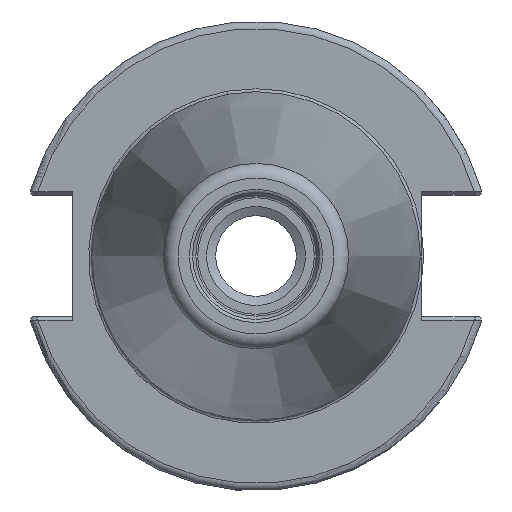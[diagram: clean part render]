
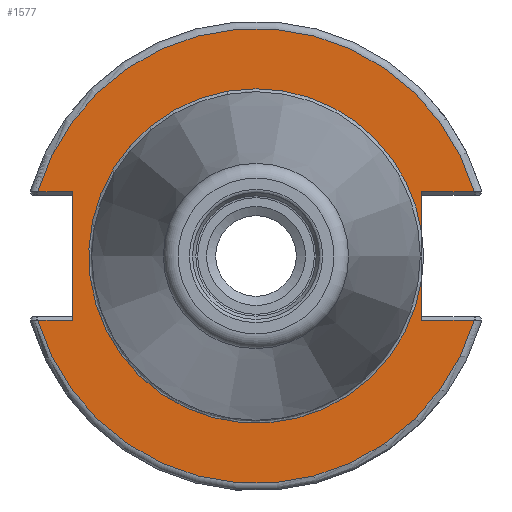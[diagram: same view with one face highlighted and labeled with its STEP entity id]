
A CAD part, left-side view. The second image highlights one B-rep face of the part: STEP entity #1577.
In plain terms, the highlighted planar face has unit normal (-1, 0, 0).
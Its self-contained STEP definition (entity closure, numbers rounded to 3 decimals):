
#68=PLANE('',#1714);
#170=FACE_OUTER_BOUND('',#263,.T.);
#263=EDGE_LOOP('',(#1135,#1136,#1137,#1138,#1139,#1140,#1141,#1142,#1143,
#1144,#1145));
#348=LINE('',#2364,#450);
#355=LINE('',#2486,#457);
#356=LINE('',#2490,#458);
#357=LINE('',#2492,#459);
#358=LINE('',#2494,#460);
#359=LINE('',#2498,#461);
#360=LINE('',#2500,#462);
#450=VECTOR('',#1931,10.);
#457=VECTOR('',#1942,10.);
#458=VECTOR('',#1945,10.);
#459=VECTOR('',#1946,10.);
#460=VECTOR('',#1947,10.);
#461=VECTOR('',#1950,10.);
#462=VECTOR('',#1951,10.);
#572=CIRCLE('',#1715,30.775);
#573=CIRCLE('',#1716,30.775);
#574=CIRCLE('',#1717,22.625);
#575=CIRCLE('',#1718,22.625);
#662=VERTEX_POINT('',#2361);
#663=VERTEX_POINT('',#2363);
#671=VERTEX_POINT('',#2485);
#672=VERTEX_POINT('',#2487);
#673=VERTEX_POINT('',#2489);
#674=VERTEX_POINT('',#2491);
#675=VERTEX_POINT('',#2493);
#676=VERTEX_POINT('',#2495);
#677=VERTEX_POINT('',#2497);
#678=VERTEX_POINT('',#2499);
#679=VERTEX_POINT('',#2501);
#837=EDGE_CURVE('',#662,#663,#348,.T.);
#849=EDGE_CURVE('',#671,#663,#355,.T.);
#850=EDGE_CURVE('',#672,#662,#572,.T.);
#851=EDGE_CURVE('',#673,#672,#356,.T.);
#852=EDGE_CURVE('',#673,#674,#357,.T.);
#853=EDGE_CURVE('',#675,#674,#358,.T.);
#854=EDGE_CURVE('',#676,#675,#573,.T.);
#855=EDGE_CURVE('',#677,#676,#359,.T.);
#856=EDGE_CURVE('',#677,#678,#360,.T.);
#857=EDGE_CURVE('',#678,#679,#574,.T.);
#858=EDGE_CURVE('',#679,#671,#575,.T.);
#1135=ORIENTED_EDGE('',*,*,#849,.T.);
#1136=ORIENTED_EDGE('',*,*,#837,.F.);
#1137=ORIENTED_EDGE('',*,*,#850,.F.);
#1138=ORIENTED_EDGE('',*,*,#851,.F.);
#1139=ORIENTED_EDGE('',*,*,#852,.T.);
#1140=ORIENTED_EDGE('',*,*,#853,.F.);
#1141=ORIENTED_EDGE('',*,*,#854,.F.);
#1142=ORIENTED_EDGE('',*,*,#855,.F.);
#1143=ORIENTED_EDGE('',*,*,#856,.T.);
#1144=ORIENTED_EDGE('',*,*,#857,.T.);
#1145=ORIENTED_EDGE('',*,*,#858,.T.);
#1577=ADVANCED_FACE('',(#170),#68,.T.);
#1714=AXIS2_PLACEMENT_3D('',#2484,#1940,#1941);
#1715=AXIS2_PLACEMENT_3D('',#2488,#1943,#1944);
#1716=AXIS2_PLACEMENT_3D('',#2496,#1948,#1949);
#1717=AXIS2_PLACEMENT_3D('',#2502,#1952,#1953);
#1718=AXIS2_PLACEMENT_3D('',#2503,#1954,#1955);
#1931=DIRECTION('',(0.,1.,0.));
#1940=DIRECTION('center_axis',(-1.,0.,0.));
#1941=DIRECTION('ref_axis',(0.,0.,1.));
#1942=DIRECTION('',(0.,0.,1.));
#1943=DIRECTION('center_axis',(1.,0.,0.));
#1944=DIRECTION('ref_axis',(0.,0.,-1.));
#1945=DIRECTION('',(0.,1.,0.));
#1946=DIRECTION('',(0.,0.,-1.));
#1947=DIRECTION('',(0.,-1.,0.));
#1948=DIRECTION('center_axis',(1.,0.,0.));
#1949=DIRECTION('ref_axis',(0.,0.,-1.));
#1950=DIRECTION('',(0.,-1.,0.));
#1951=DIRECTION('',(0.,0.,1.));
#1952=DIRECTION('center_axis',(1.,0.,0.));
#1953=DIRECTION('ref_axis',(0.,0.,-1.));
#1954=DIRECTION('center_axis',(1.,0.,0.));
#1955=DIRECTION('ref_axis',(0.,0.,-1.));
#2361=CARTESIAN_POINT('',(1.,-29.523,8.69));
#2363=CARTESIAN_POINT('',(1.,-22.41,8.69));
#2364=CARTESIAN_POINT('',(1.,4.182,8.69));
#2484=CARTESIAN_POINT('Origin',(1.,30.775,0.));
#2485=CARTESIAN_POINT('',(1.,-22.41,3.112));
#2486=CARTESIAN_POINT('',(1.,-22.41,-4.095));
#2487=CARTESIAN_POINT('',(1.,29.523,8.69));
#2488=CARTESIAN_POINT('Origin',(1.,0.,0.));
#2489=CARTESIAN_POINT('',(1.,24.8,8.69));
#2490=CARTESIAN_POINT('',(1.,38.399,8.69));
#2491=CARTESIAN_POINT('',(1.,24.8,-8.69));
#2492=CARTESIAN_POINT('',(1.,24.8,4.095));
#2493=CARTESIAN_POINT('',(1.,29.523,-8.69));
#2494=CARTESIAN_POINT('',(1.,27.788,-8.69));
#2495=CARTESIAN_POINT('',(1.,-29.523,-8.69));
#2496=CARTESIAN_POINT('Origin',(1.,0.,0.));
#2497=CARTESIAN_POINT('',(1.,-22.41,-8.69));
#2498=CARTESIAN_POINT('',(1.,-6.591,-8.69));
#2499=CARTESIAN_POINT('',(1.,-22.41,-3.112));
#2500=CARTESIAN_POINT('',(1.,-22.41,-4.095));
#2501=CARTESIAN_POINT('',(1.,0.,22.625));
#2502=CARTESIAN_POINT('Origin',(1.,0.,0.));
#2503=CARTESIAN_POINT('Origin',(1.,0.,0.));
